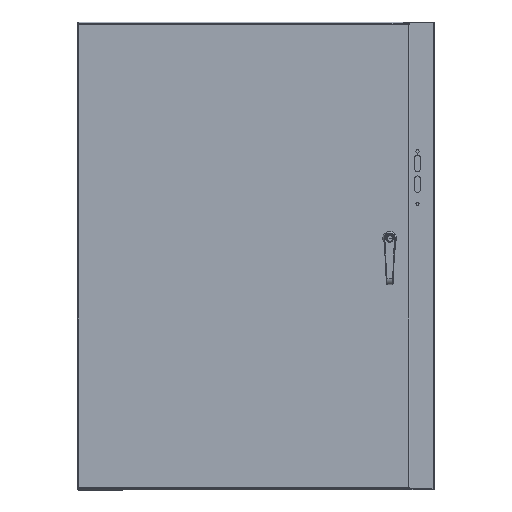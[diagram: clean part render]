
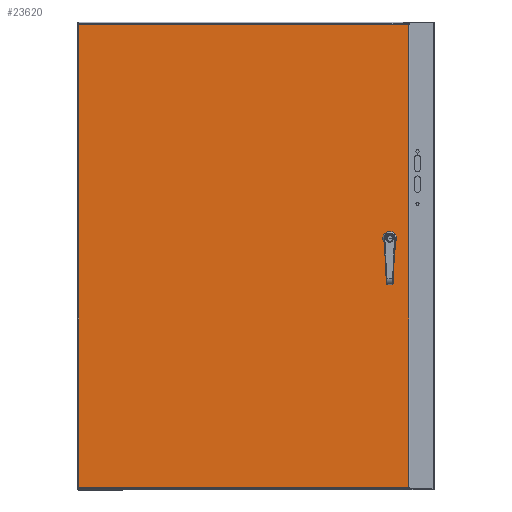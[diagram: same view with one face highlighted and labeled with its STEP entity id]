
A CAD part, top view. The second image highlights one B-rep face of the part: STEP entity #23620.
In plain terms, the highlighted face is planar.
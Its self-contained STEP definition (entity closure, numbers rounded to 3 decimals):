
#913=LINE('',#35034,#2728);
#917=LINE('',#35046,#2732);
#921=LINE('',#35058,#2736);
#925=LINE('',#35068,#2740);
#926=LINE('',#35079,#2741);
#934=LINE('',#35165,#2749);
#949=LINE('',#35265,#2764);
#964=LINE('',#35364,#2779);
#2728=VECTOR('',#27900,0.425);
#2732=VECTOR('',#27912,0.425);
#2736=VECTOR('',#27924,0.425);
#2740=VECTOR('',#27936,0.425);
#2741=VECTOR('',#27939,41.571);
#2749=VECTOR('',#27955,29.633);
#2764=VECTOR('',#27984,41.571);
#2779=VECTOR('',#28013,29.633);
#5126=PLANE('',#25177);
#6288=FACE_BOUND('',#8237,.T.);
#6727=FACE_OUTER_BOUND('',#8236,.T.);
#8236=EDGE_LOOP('',(#16994,#16995,#16996,#16997));
#8237=EDGE_LOOP('',(#16998,#16999,#17000,#17001,#17002,#17003,#17004,#17005));
#10043=CIRCLE('',#25138,0.453);
#10045=CIRCLE('',#25142,0.453);
#10047=CIRCLE('',#25146,0.453);
#10049=CIRCLE('',#25150,0.453);
#11201=VERTEX_POINT('',#35025);
#11202=VERTEX_POINT('',#35027);
#11204=VERTEX_POINT('',#35033);
#11206=VERTEX_POINT('',#35039);
#11208=VERTEX_POINT('',#35045);
#11210=VERTEX_POINT('',#35051);
#11212=VERTEX_POINT('',#35057);
#11214=VERTEX_POINT('',#35063);
#11215=VERTEX_POINT('',#35070);
#11216=VERTEX_POINT('',#35078);
#11222=VERTEX_POINT('',#35157);
#11232=VERTEX_POINT('',#35257);
#13419=EDGE_CURVE('',#11202,#11201,#10043,.T.);
#13422=EDGE_CURVE('',#11204,#11202,#913,.T.);
#13425=EDGE_CURVE('',#11206,#11204,#10045,.T.);
#13428=EDGE_CURVE('',#11208,#11206,#917,.T.);
#13431=EDGE_CURVE('',#11210,#11208,#10047,.T.);
#13434=EDGE_CURVE('',#11212,#11210,#921,.T.);
#13437=EDGE_CURVE('',#11214,#11212,#10049,.T.);
#13440=EDGE_CURVE('',#11201,#11214,#925,.T.);
#13442=EDGE_CURVE('',#11216,#11215,#926,.T.);
#13454=EDGE_CURVE('',#11215,#11222,#934,.T.);
#13473=EDGE_CURVE('',#11222,#11232,#949,.T.);
#13492=EDGE_CURVE('',#11232,#11216,#964,.T.);
#16994=ORIENTED_EDGE('',*,*,#13442,.T.);
#16995=ORIENTED_EDGE('',*,*,#13454,.T.);
#16996=ORIENTED_EDGE('',*,*,#13473,.T.);
#16997=ORIENTED_EDGE('',*,*,#13492,.T.);
#16998=ORIENTED_EDGE('',*,*,#13419,.T.);
#16999=ORIENTED_EDGE('',*,*,#13440,.T.);
#17000=ORIENTED_EDGE('',*,*,#13437,.T.);
#17001=ORIENTED_EDGE('',*,*,#13434,.T.);
#17002=ORIENTED_EDGE('',*,*,#13431,.T.);
#17003=ORIENTED_EDGE('',*,*,#13428,.T.);
#17004=ORIENTED_EDGE('',*,*,#13425,.T.);
#17005=ORIENTED_EDGE('',*,*,#13422,.T.);
#23620=ADVANCED_FACE('',(#6727,#6288),#5126,.F.);
#25138=AXIS2_PLACEMENT_3D('',#35028,#27894,#27895);
#25142=AXIS2_PLACEMENT_3D('',#35040,#27906,#27907);
#25146=AXIS2_PLACEMENT_3D('',#35052,#27918,#27919);
#25150=AXIS2_PLACEMENT_3D('',#35064,#27930,#27931);
#25177=AXIS2_PLACEMENT_3D('',#35450,#28038,#28039);
#27894=DIRECTION('center_axis',(0.,0.,1.));
#27895=DIRECTION('ref_axis',(-0.469,-0.883,0.));
#27900=DIRECTION('',(0.,1.,0.));
#27906=DIRECTION('center_axis',(0.,0.,1.));
#27907=DIRECTION('ref_axis',(-0.883,0.469,0.));
#27912=DIRECTION('',(1.,0.,0.));
#27918=DIRECTION('center_axis',(0.,0.,1.));
#27919=DIRECTION('ref_axis',(0.469,0.883,0.));
#27924=DIRECTION('',(0.,-1.,0.));
#27930=DIRECTION('center_axis',(0.,0.,1.));
#27931=DIRECTION('ref_axis',(0.883,-0.469,0.));
#27936=DIRECTION('',(-1.,0.,0.));
#27939=DIRECTION('',(0.,-1.,0.));
#27955=DIRECTION('',(-1.,0.,0.));
#27984=DIRECTION('',(0.,1.,0.));
#28013=DIRECTION('',(1.,0.,0.));
#28038=DIRECTION('center_axis',(0.,0.,1.));
#28039=DIRECTION('ref_axis',(1.,0.,0.));
#35025=CARTESIAN_POINT('',(2.033,22.825,0.));
#35027=CARTESIAN_POINT('',(2.22,22.638,0.));
#35028=CARTESIAN_POINT('Origin',(1.82,22.425,0.));
#35033=CARTESIAN_POINT('',(2.22,22.212,0.));
#35034=CARTESIAN_POINT('',(2.22,21.756,0.));
#35039=CARTESIAN_POINT('',(2.033,22.025,0.));
#35040=CARTESIAN_POINT('Origin',(1.82,22.425,0.));
#35045=CARTESIAN_POINT('',(1.607,22.025,0.));
#35046=CARTESIAN_POINT('',(8.469,22.025,0.));
#35051=CARTESIAN_POINT('',(1.42,22.212,0.));
#35052=CARTESIAN_POINT('Origin',(1.82,22.425,0.));
#35057=CARTESIAN_POINT('',(1.42,22.638,0.));
#35058=CARTESIAN_POINT('',(1.42,21.544,0.));
#35063=CARTESIAN_POINT('',(1.607,22.825,0.));
#35064=CARTESIAN_POINT('Origin',(1.82,22.425,0.));
#35068=CARTESIAN_POINT('',(8.257,22.825,0.));
#35070=CARTESIAN_POINT('',(29.723,0.09,0.));
#35078=CARTESIAN_POINT('',(29.723,41.66,0.));
#35079=CARTESIAN_POINT('',(29.723,31.268,0.));
#35157=CARTESIAN_POINT('',(0.09,0.09,0.));
#35165=CARTESIAN_POINT('',(22.315,0.09,0.));
#35257=CARTESIAN_POINT('',(0.09,41.66,0.));
#35265=CARTESIAN_POINT('',(0.09,10.482,0.));
#35364=CARTESIAN_POINT('',(7.498,41.66,0.));
#35450=CARTESIAN_POINT('Origin',(14.906,20.875,0.));
